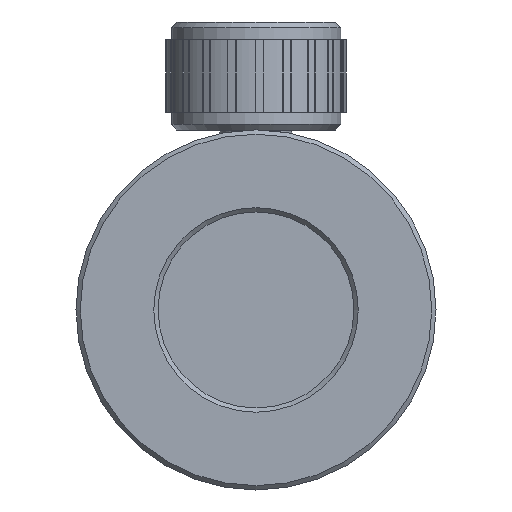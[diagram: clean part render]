
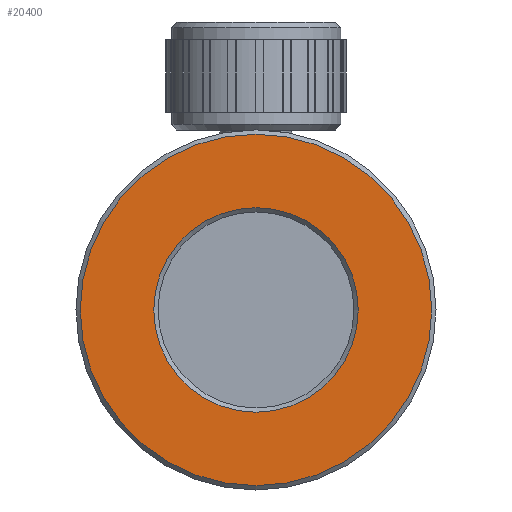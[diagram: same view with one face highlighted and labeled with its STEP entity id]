
A CAD part, front view. The second image highlights one B-rep face of the part: STEP entity #20400.
In plain terms, the highlighted planar face has unit normal (0, -1, 0).
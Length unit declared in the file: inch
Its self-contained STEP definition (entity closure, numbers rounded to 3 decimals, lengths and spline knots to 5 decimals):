
#847 = CARTESIAN_POINT ( 'NONE',  ( 1.11177, -0.62255, -0.85841 ) ) ;
#1127 = AXIS2_PLACEMENT_3D ( 'NONE', #17102, #6586, #18852 ) ;
#2374 = CARTESIAN_POINT ( 'NONE',  ( 1.11177, -0.62255, -0.50341 ) ) ;
#4159 = DIRECTION ( 'NONE',  ( 0., 0., -1. ) ) ;
#5003 = CIRCLE ( 'NONE', #14329, 0.61 ) ;
#6156 = FACE_BOUND ( 'NONE', #14158, .T. ) ;
#6586 = DIRECTION ( 'NONE',  ( 0., -1., 0. ) ) ;
#7214 = VERTEX_POINT ( 'NONE', #7998 ) ;
#7998 = CARTESIAN_POINT ( 'NONE',  ( 1.11177, -0.62255, -1.11341 ) ) ;
#8368 = AXIS2_PLACEMENT_3D ( 'NONE', #16825, #9850, #22120 ) ;
#9850 = DIRECTION ( 'NONE',  ( 0., -1., 0. ) ) ;
#14158 = EDGE_LOOP ( 'NONE', ( #18090 ) ) ;
#14296 = EDGE_LOOP ( 'NONE', ( #22035 ) ) ;
#14329 = AXIS2_PLACEMENT_3D ( 'NONE', #2374, #14763, #4159 ) ;
#14763 = DIRECTION ( 'NONE',  ( 0., -1., 0. ) ) ;
#15504 = FACE_OUTER_BOUND ( 'NONE', #14296, .T. ) ;
#15526 = EDGE_CURVE ( 'NONE', #21762, #21762, #19665, .T. ) ;
#16825 = CARTESIAN_POINT ( 'NONE',  ( 1.73677, -0.62255, -0.50341 ) ) ;
#17102 = CARTESIAN_POINT ( 'NONE',  ( 1.11177, -0.62255, -0.50341 ) ) ;
#18090 = ORIENTED_EDGE ( 'NONE', *, *, #15526, .F. ) ;
#18464 = EDGE_CURVE ( 'NONE', #7214, #7214, #5003, .T. ) ;
#18573 = PLANE ( 'NONE',  #8368 ) ;
#18852 = DIRECTION ( 'NONE',  ( 0., 0., -1. ) ) ;
#19665 = CIRCLE ( 'NONE', #1127, 0.355 ) ;
#20400 = ADVANCED_FACE ( 'NONE', ( #15504, #6156 ), #18573, .T. ) ;
#21762 = VERTEX_POINT ( 'NONE', #847 ) ;
#22035 = ORIENTED_EDGE ( 'NONE', *, *, #18464, .T. ) ;
#22120 = DIRECTION ( 'NONE',  ( 0., 0., -1. ) ) ;
